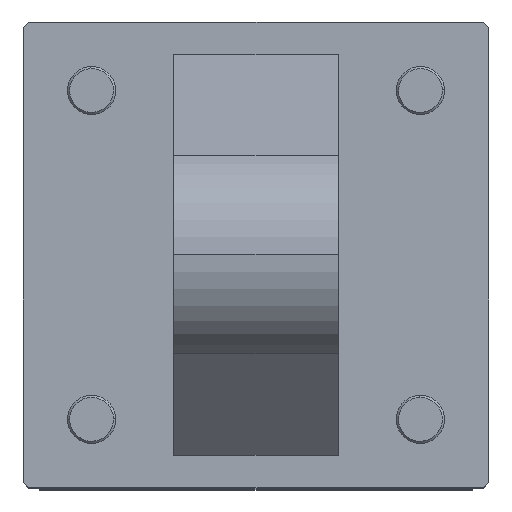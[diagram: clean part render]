
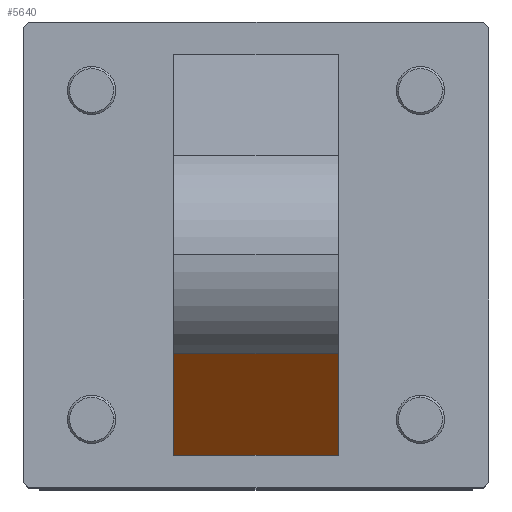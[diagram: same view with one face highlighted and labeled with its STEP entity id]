
A CAD part, top view. The second image highlights one B-rep face of the part: STEP entity #5640.
In plain terms, the highlighted planar face has unit normal (0, -0.906, 0.423).
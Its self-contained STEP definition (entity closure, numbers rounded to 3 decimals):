
#605 = CARTESIAN_POINT ( 'NONE',  ( 15., -18.126, 54.452 ) ) ;
#609 = PLANE ( 'NONE',  #4873 ) ;
#611 = DIRECTION ( 'NONE',  ( 0., 0.906, -0.423 ) ) ;
#612 = DIRECTION ( 'NONE',  ( 0., 0.423, 0.906 ) ) ;
#784 = ORIENTED_EDGE ( 'NONE', *, *, #6609, .T. ) ;
#810 = ORIENTED_EDGE ( 'NONE', *, *, #5736, .F. ) ;
#863 = ORIENTED_EDGE ( 'NONE', *, *, #5885, .F. ) ;
#864 = ORIENTED_EDGE ( 'NONE', *, *, #5788, .T. ) ;
#1432 = DIRECTION ( 'NONE',  ( -1., 0., 0. ) ) ;
#1436 = CARTESIAN_POINT ( 'NONE',  ( 15., -18.126, 54.452 ) ) ;
#1723 = VERTEX_POINT ( 'NONE', #2995 ) ;
#1894 = VERTEX_POINT ( 'NONE', #6113 ) ;
#1911 = VERTEX_POINT ( 'NONE', #6054 ) ;
#1928 = VERTEX_POINT ( 'NONE', #6065 ) ;
#2628 = DIRECTION ( 'NONE',  ( 0., -0.423, -0.906 ) ) ;
#2637 = CARTESIAN_POINT ( 'NONE',  ( -15., -18.126, 54.452 ) ) ;
#2995 = CARTESIAN_POINT ( 'NONE',  ( -15., -18.126, 54.452 ) ) ;
#4124 = VECTOR ( 'NONE', #1432, 1000. ) ;
#4126 = LINE ( 'NONE', #1436, #4124 ) ;
#4456 = CARTESIAN_POINT ( 'NONE',  ( 15., -18.126, 54.452 ) ) ;
#4457 = DIRECTION ( 'NONE',  ( 0., -0.423, -0.906 ) ) ;
#4530 = VECTOR ( 'NONE', #4457, 1000. ) ;
#4532 = LINE ( 'NONE', #4456, #4530 ) ;
#4653 = FACE_OUTER_BOUND ( 'NONE', #7135, .T. ) ;
#4819 = VECTOR ( 'NONE', #7586, 1000. ) ;
#4823 = LINE ( 'NONE', #7585, #4819 ) ;
#4873 = AXIS2_PLACEMENT_3D ( 'NONE', #605, #611, #612 ) ;
#5586 = VECTOR ( 'NONE', #2628, 1000. ) ;
#5589 = LINE ( 'NONE', #2637, #5586 ) ;
#5640 = ADVANCED_FACE ( 'NONE', ( #4653 ), #609, .F. ) ;
#5736 = EDGE_CURVE ( 'NONE', #1911, #1928, #4823, .T. ) ;
#5788 = EDGE_CURVE ( 'NONE', #1723, #1928, #5589, .T. ) ;
#5885 = EDGE_CURVE ( 'NONE', #1894, #1911, #4532, .T. ) ;
#6054 = CARTESIAN_POINT ( 'NONE',  ( 15., -36.523, 15. ) ) ;
#6065 = CARTESIAN_POINT ( 'NONE',  ( -15., -36.523, 15. ) ) ;
#6113 = CARTESIAN_POINT ( 'NONE',  ( 15., -18.126, 54.452 ) ) ;
#6609 = EDGE_CURVE ( 'NONE', #1894, #1723, #4126, .T. ) ;
#7135 = EDGE_LOOP ( 'NONE', ( #864, #810, #863, #784 ) ) ;
#7585 = CARTESIAN_POINT ( 'NONE',  ( 15., -36.523, 15. ) ) ;
#7586 = DIRECTION ( 'NONE',  ( -1., 0., 0. ) ) ;
